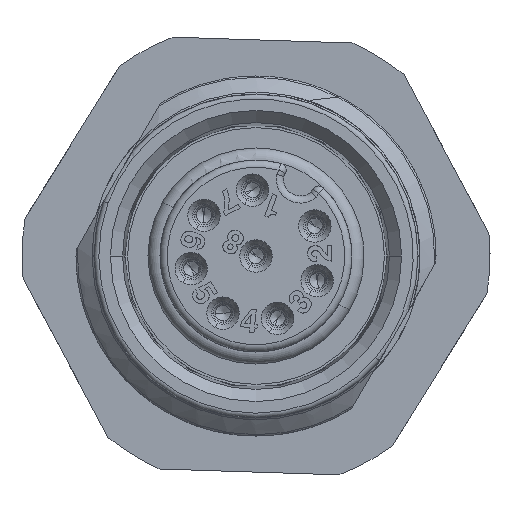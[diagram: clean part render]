
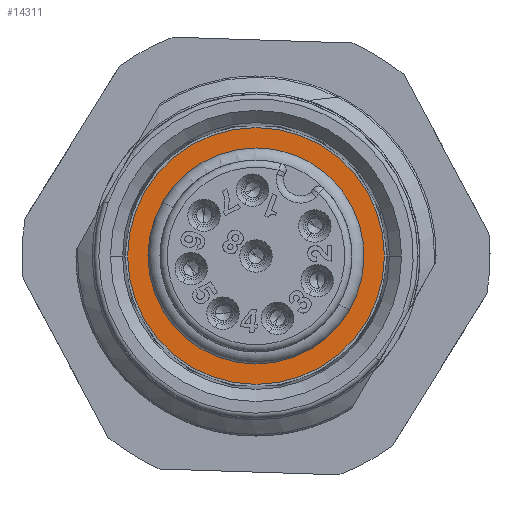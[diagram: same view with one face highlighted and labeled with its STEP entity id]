
A CAD part, front view. The second image highlights one B-rep face of the part: STEP entity #14311.
In plain terms, the highlighted planar face has unit normal (0, -1, 0).
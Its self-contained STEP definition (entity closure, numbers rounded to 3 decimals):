
#2849=CARTESIAN_POINT('',(0.,-8.1,0.));
#2850=DIRECTION('',(0.,-1.,0.));
#2851=DIRECTION('',(0.866,0.,-0.5));
#2852=AXIS2_PLACEMENT_3D('',#2849,#2850,#2851);
#2858=CARTESIAN_POINT('',(0.,-8.1,0.));
#2859=DIRECTION('',(0.,1.,0.));
#2860=DIRECTION('',(0.866,0.,-0.5));
#2861=AXIS2_PLACEMENT_3D('',#2858,#2859,#2860);
#2867=CARTESIAN_POINT('',(0.,-8.1,0.));
#2868=DIRECTION('',(0.,-1.,0.));
#2869=DIRECTION('',(0.866,0.,-0.5));
#2870=AXIS2_PLACEMENT_3D('',#2867,#2868,#2869);
#2872=CARTESIAN_POINT('',(0.,-8.1,0.));
#2873=DIRECTION('',(0.,-1.,0.));
#2874=DIRECTION('',(-0.866,0.,0.5));
#2875=AXIS2_PLACEMENT_3D('',#2872,#2873,#2874);
#9442=CARTESIAN_POINT('',(4.633,-8.1,-2.675));
#9443=CARTESIAN_POINT('',(-4.633,-8.1,2.675));
#9444=VERTEX_POINT('',#9442);
#9445=VERTEX_POINT('',#9443);
#10524=CARTESIAN_POINT('',(3.464,-8.1,-2.));
#10525=CARTESIAN_POINT('',(-3.464,-8.1,2.));
#10526=VERTEX_POINT('',#10524);
#10527=VERTEX_POINT('',#10525);
#14296=CARTESIAN_POINT('',(0.,-8.1,0.));
#14297=DIRECTION('',(0.,-1.,0.));
#14298=DIRECTION('',(-0.866,0.,0.5));
#14299=AXIS2_PLACEMENT_3D('',#14296,#14297,#14298);
#14300=PLANE('',#14299);
#14301=ORIENTED_EDGE('',*,*,#14290,.T.);
#14302=ORIENTED_EDGE('',*,*,#14276,.F.);
#14303=EDGE_LOOP('',(#14301,#14302));
#14304=FACE_OUTER_BOUND('',#14303,.F.);
#14306=ORIENTED_EDGE('',*,*,#14305,.T.);
#14308=ORIENTED_EDGE('',*,*,#14307,.T.);
#14309=EDGE_LOOP('',(#14306,#14308));
#14310=FACE_BOUND('',#14309,.F.);
#2853=CIRCLE('',#2852,5.35);
#2862=CIRCLE('',#2861,5.35);
#2871=CIRCLE('',#2870,4.);
#2876=CIRCLE('',#2875,4.);
#14276=EDGE_CURVE('',#9444,#9445,#2853,.T.);
#14290=EDGE_CURVE('',#9444,#9445,#2862,.T.);
#14305=EDGE_CURVE('',#10526,#10527,#2871,.T.);
#14307=EDGE_CURVE('',#10527,#10526,#2876,.T.);
#14311=ADVANCED_FACE('',(#14304,#14310),#14300,.T.);
